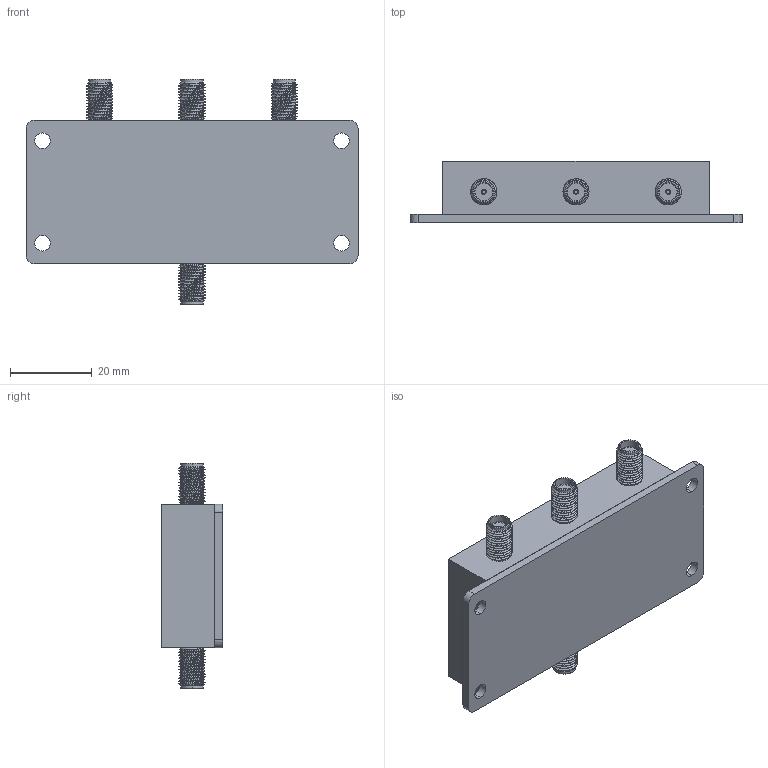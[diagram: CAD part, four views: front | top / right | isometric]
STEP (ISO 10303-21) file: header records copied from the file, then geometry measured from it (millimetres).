
FILE_DESCRIPTION (( 'STEP AP214' ), '1' );
FILE_NAME ('FMDV1208_3D.step', '2023-04-01T06:16:43', ( '' ), ( '' ), 'SwSTEP 2.0', 'SolidWorks 2022', '' );
FILE_SCHEMA (( 'AUTOMOTIVE_DESIGN' ));
Length unit declared in the file: millimetre
Products named in the file (3): Copy of PE44212^FMDV1208; FMDV1208_3D; Copy of POWER DIVIDER ENCLOSURE^FMDV1208
Assembly tree (5 placements, depth 2):
  FMDV1208_3D
    Copy of POWER DIVIDER ENCLOSURE^FMDV1208
    Copy of PE44212^FMDV1208  x4
Bounding box: 81 x 15 x 55.1 mm (x, y, z)
Volume: 36812.7 mm3; surface area: 15901.6 mm2
Topology: 6 solids, 6 shells, 356 faces, 916 edges, 600 vertices
Faces by surface type: cylinder 176, plane 136, cone 32, bspline 12
Entity records: 7005 total; most frequent: CARTESIAN_POINT 4330, ORIENTED_EDGE 548, DIRECTION 498, EDGE_CURVE 274, VERTEX_POINT 180, AXIS2_PLACEMENT_3D 174, LINE 150, VECTOR 150
